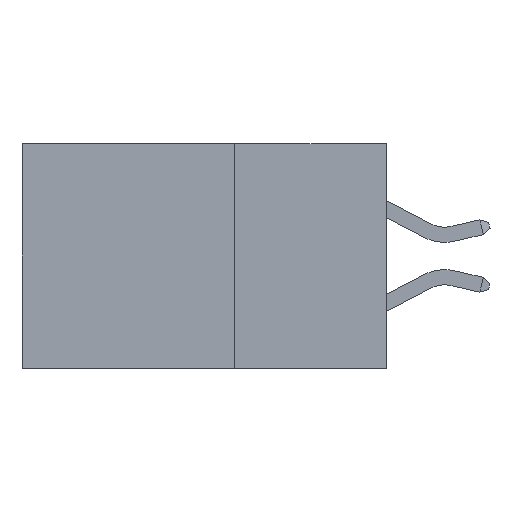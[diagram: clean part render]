
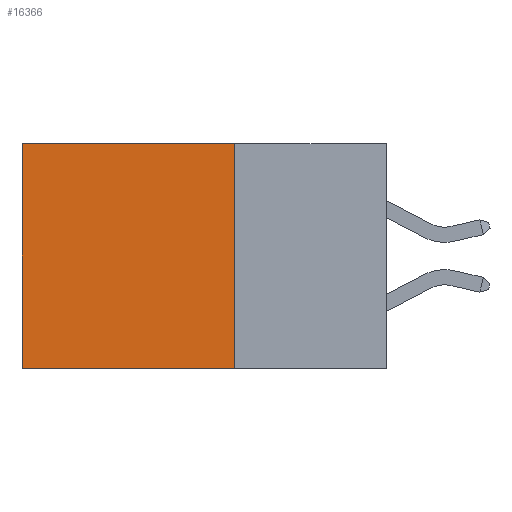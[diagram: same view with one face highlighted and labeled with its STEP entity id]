
A CAD part, left-side view. The second image highlights one B-rep face of the part: STEP entity #16366.
In plain terms, the highlighted planar face has unit normal (-1, 0, 0).
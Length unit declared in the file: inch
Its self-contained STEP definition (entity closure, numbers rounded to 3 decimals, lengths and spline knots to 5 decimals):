
#687 = VERTEX_POINT ( 'NONE', #4812 ) ;
#1984 = CARTESIAN_POINT ( 'NONE',  ( 0.298, 0.25, 0. ) ) ;
#2066 = CARTESIAN_POINT ( 'NONE',  ( 0.298, 0.25, -0.37 ) ) ;
#2776 = CARTESIAN_POINT ( 'NONE',  ( 0.298, 0.25, 0. ) ) ;
#2948 = LINE ( 'NONE', #2776, #16217 ) ;
#3245 = DIRECTION ( 'NONE',  ( 0., 0., -1. ) ) ;
#3333 = FACE_OUTER_BOUND ( 'NONE', #12638, .T. ) ;
#3806 = VECTOR ( 'NONE', #15215, 39.37008 ) ;
#4074 = DIRECTION ( 'NONE',  ( 0., 1., 0. ) ) ;
#4150 = PLANE ( 'NONE',  #13096 ) ;
#4812 = CARTESIAN_POINT ( 'NONE',  ( 0.298, 0.6, 0. ) ) ;
#4825 = ORIENTED_EDGE ( 'NONE', *, *, #14555, .T. ) ;
#5461 = DIRECTION ( 'NONE',  ( 1., 0., 0. ) ) ;
#6062 = EDGE_CURVE ( 'NONE', #7569, #7241, #12417, .T. ) ;
#7137 = ORIENTED_EDGE ( 'NONE', *, *, #6062, .F. ) ;
#7241 = VERTEX_POINT ( 'NONE', #7761 ) ;
#7569 = VERTEX_POINT ( 'NONE', #8443 ) ;
#7643 = VERTEX_POINT ( 'NONE', #14974 ) ;
#7761 = CARTESIAN_POINT ( 'NONE',  ( 0.298, 0.25, -0.37 ) ) ;
#8443 = CARTESIAN_POINT ( 'NONE',  ( 0.298, 0.25, 0. ) ) ;
#10626 = LINE ( 'NONE', #13900, #3806 ) ;
#11385 = EDGE_CURVE ( 'NONE', #7241, #7643, #15690, .T. ) ;
#12417 = LINE ( 'NONE', #1984, #15448 ) ;
#12638 = EDGE_LOOP ( 'NONE', ( #4825, #13246, #7137, #13882 ) ) ;
#13096 = AXIS2_PLACEMENT_3D ( 'NONE', #15434, #5461, #14413 ) ;
#13246 = ORIENTED_EDGE ( 'NONE', *, *, #11385, .F. ) ;
#13882 = ORIENTED_EDGE ( 'NONE', *, *, #15983, .T. ) ;
#13900 = CARTESIAN_POINT ( 'NONE',  ( 0.298, 0.6, 0. ) ) ;
#14413 = DIRECTION ( 'NONE',  ( 0., 0., -1. ) ) ;
#14555 = EDGE_CURVE ( 'NONE', #687, #7643, #10626, .T. ) ;
#14895 = DIRECTION ( 'NONE',  ( 0., 1., 0. ) ) ;
#14974 = CARTESIAN_POINT ( 'NONE',  ( 0.298, 0.6, -0.37 ) ) ;
#15215 = DIRECTION ( 'NONE',  ( 0., 0., -1. ) ) ;
#15284 = VECTOR ( 'NONE', #14895, 39.37008 ) ;
#15434 = CARTESIAN_POINT ( 'NONE',  ( 0.298, 0.25, 0. ) ) ;
#15448 = VECTOR ( 'NONE', #3245, 39.37008 ) ;
#15690 = LINE ( 'NONE', #2066, #15284 ) ;
#15983 = EDGE_CURVE ( 'NONE', #7569, #687, #2948, .T. ) ;
#16217 = VECTOR ( 'NONE', #4074, 39.37008 ) ;
#16366 = ADVANCED_FACE ( 'NONE', ( #3333 ), #4150, .F. ) ;
